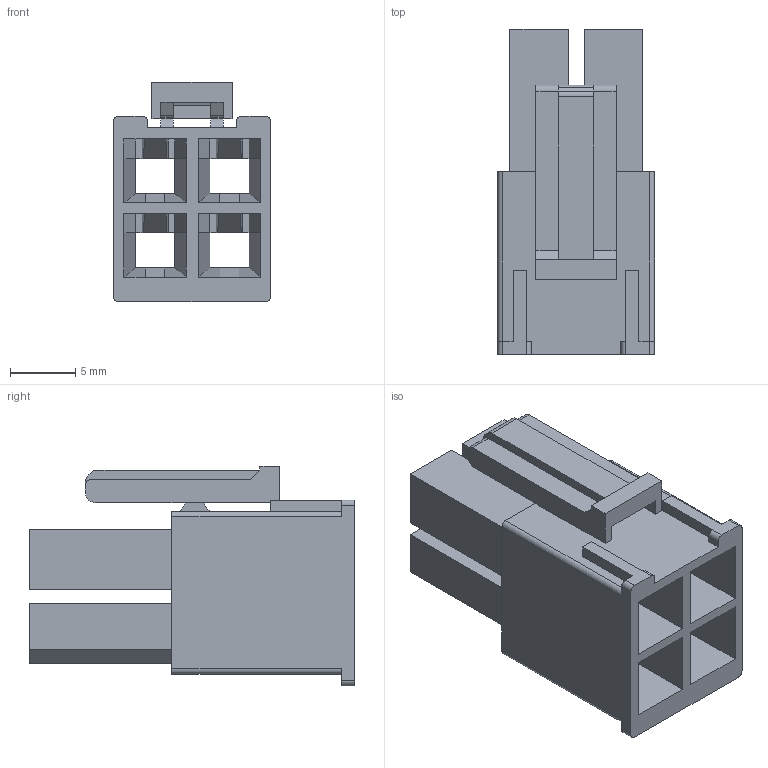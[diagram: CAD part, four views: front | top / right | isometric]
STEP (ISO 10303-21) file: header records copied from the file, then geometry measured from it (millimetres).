
FILE_DESCRIPTION(/* description */ ('Unknown'),/* implementation_level */ '2;1');
FILE_NAME(/* name */ '657004250201',/* time_stamp */ '2022-10-17T11:12:37+02:00',/* author */ ('Unknown'),/* organization */ ('Unknown'),/* preprocessor_version */ 'ST-DEVELOPER v16.7',/* originating_system */ 'Solid Edge',/* authorisation */ 'Unknown');
FILE_SCHEMA (('AUTOMOTIVE_DESIGN {1 0 10303 214 3 1 1}'));
Length unit declared in the file: millimetre
Products named in the file (2): 6570xx250201; 657004250201
Assembly tree (1 placements, depth 2):
  6570xx250201
    657004250201
Bounding box: 12.05 x 24.92 x 16.86 mm (x, y, z)
Volume: 1674.6 mm3; surface area: 3612.1 mm2
Topology: 1 solids, 1 shells, 268 faces, 696 edges, 434 vertices
Faces by surface type: plane 247, cylinder 21
Entity records: 8011 total; most frequent: CARTESIAN_POINT 1400, ORIENTED_EDGE 1392, DIRECTION 1278, EDGE_CURVE 696, LINE 654, VECTOR 654, VERTEX_POINT 434, AXIS2_PLACEMENT_3D 312
